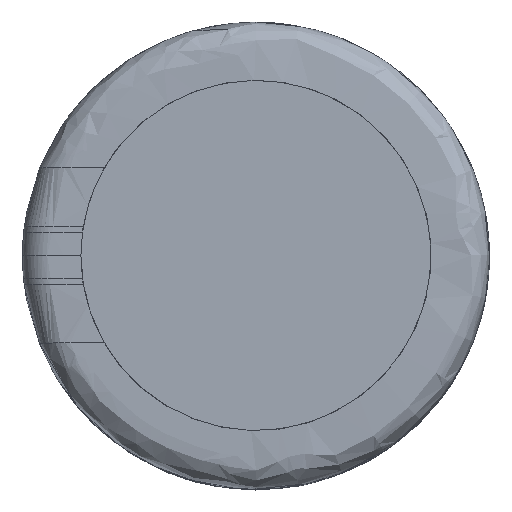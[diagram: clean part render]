
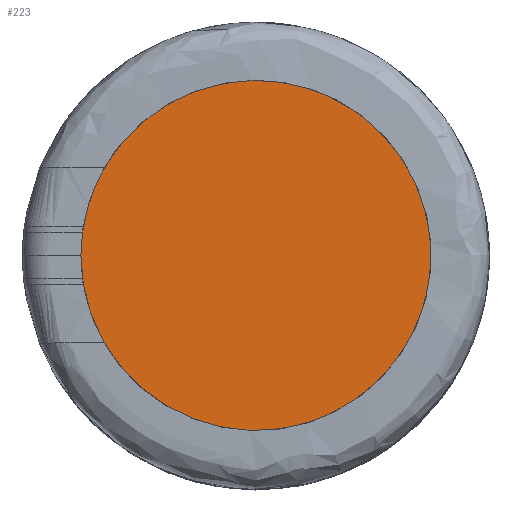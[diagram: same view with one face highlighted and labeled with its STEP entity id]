
A CAD part, top view. The second image highlights one B-rep face of the part: STEP entity #223.
In plain terms, the highlighted planar face has unit normal (0, 0, 1).
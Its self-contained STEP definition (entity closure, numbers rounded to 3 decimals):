
#18=PLANE('',#745);
#223=ADVANCED_FACE('',(#258),#18,.T.);
#258=FACE_OUTER_BOUND('',#293,.T.);
#293=EDGE_LOOP('',(#403));
#403=ORIENTED_EDGE('',*,*,#511,.T.);
#511=EDGE_CURVE('',#686,#686,#591,.T.);
#591=(
BOUNDED_CURVE()
B_SPLINE_CURVE(2,(#4845,#4846,#4847,#4848,#4849,#4850,#4851,#4852,#4853),
 .UNSPECIFIED.,.T.,.F.)
B_SPLINE_CURVE_WITH_KNOTS((3,2,2,2,3),(0.,3.339,6.679,
10.018,13.358),.UNSPECIFIED.)
CURVE()
GEOMETRIC_REPRESENTATION_ITEM()
RATIONAL_B_SPLINE_CURVE((1.,0.707,1.,0.707,1.,0.707,
1.,0.707,1.))
REPRESENTATION_ITEM('')
);
#686=VERTEX_POINT('',#4844);
#745=AXIS2_PLACEMENT_3D('',#4843,#755,$);
#755=DIRECTION('',(0.,0.,1.));
#4843=CARTESIAN_POINT('',(-3.06,-3.06,11.3));
#4844=CARTESIAN_POINT('',(-3.,0.,11.3));
#4845=CARTESIAN_POINT('',(-3.,0.,11.3));
#4846=CARTESIAN_POINT('',(-3.,-3.,11.3));
#4847=CARTESIAN_POINT('',(0.,-3.,11.3));
#4848=CARTESIAN_POINT('',(3.,-3.,11.3));
#4849=CARTESIAN_POINT('',(3.,0.,11.3));
#4850=CARTESIAN_POINT('',(3.,3.,11.3));
#4851=CARTESIAN_POINT('',(0.,3.,11.3));
#4852=CARTESIAN_POINT('',(-3.,3.,11.3));
#4853=CARTESIAN_POINT('',(-3.,0.,11.3));
